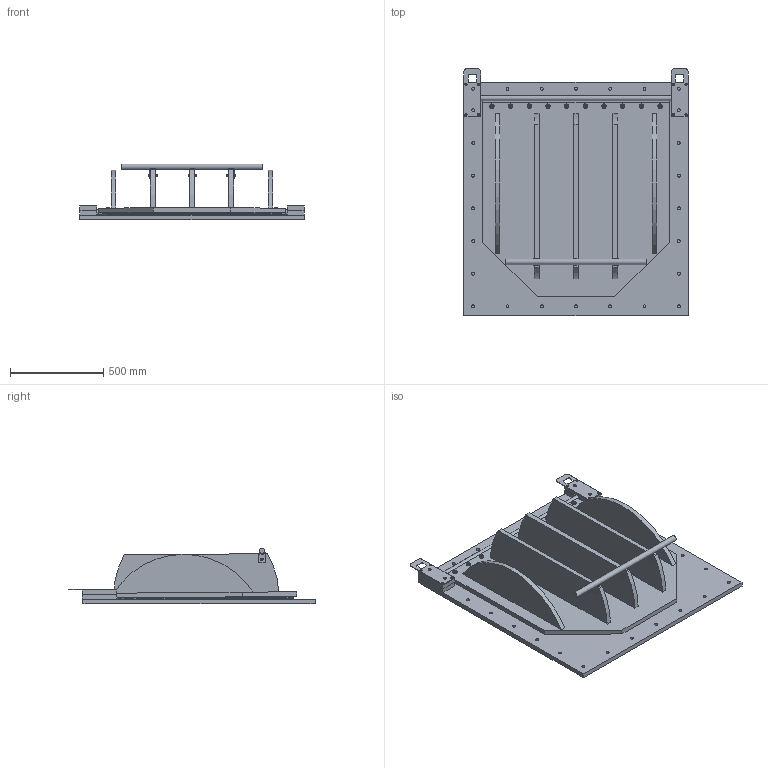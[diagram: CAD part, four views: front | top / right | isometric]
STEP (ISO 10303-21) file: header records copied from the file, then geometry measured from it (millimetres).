
FILE_DESCRIPTION(/* description */ ('Achterplaat '),/* implementation_level */ '2;1');
FILE_NAME(/* name */ '101Y0900.A.stp',/* time_stamp */ '2017-12-05T13:27:08+01:00',/* author */ ('BIDJOSLO'),/* organization */ ('KWT Waterbeheersing'),/* preprocessor_version */ 'ST-DEVELOPER v16.1',/* originating_system */ 'Autodesk Inventor 2016',/* authorisation */ '');
FILE_SCHEMA (('AUTOMOTIVE_DESIGN { 1 0 10303 214 3 1 1 }'));
Length unit declared in the file: millimetre
Products named in the file (27): 101Y0900.01; 101Y600-1200.09; 101Y600-1200.11; 1140.SPLS.06x40VK; 101Y0900.B; 101Y0900.04; 101Y0900.05; 101Y0900.06; 101Y0900.07; 101Y0900.14; 101Y600-1200.15; 101Y0900.E; 101Y0900.02; 101Y0900.03; 101Y0900.D; 1140.933.08x030; 1140.934.08; 1140.9021.08; 1140.127B.08; 1140.SPLS.06x60VK; 1140.933.08x040; 101Y0900.C; 101Y600-1200.10; 101Y600-1200.12; 101Y600-1200.13; 101Y0900.16; 101Y0900.A
Assembly tree (123 placements, depth 4):
  101Y0900.A
    101Y0900.B
      101Y0900.01
      101Y600-1200.09
      101Y600-1200.11
      1140.SPLS.06x40VK  x8
    101Y0900.C
      101Y0900.04
      101Y0900.05
      101Y0900.06  x2
      101Y0900.07  x3
      101Y0900.E
        101Y0900.14
        101Y600-1200.15  x3
      101Y0900.D
        101Y0900.02
        101Y0900.03
      1140.933.08x030  x10
      1140.934.08  x13
      1140.9021.08  x13
      1140.127B.08  x10
      1140.SPLS.06x60VK  x33
      1140.933.08x040  x3
    101Y600-1200.10
    101Y600-1200.12
    101Y600-1200.13  x2
    101Y0900.16
    1140.SPLS.06x60VK  x8
Bounding box: 1200 x 1325 x 299.24 mm (x, y, z)
Volume: 66024928 mm3; surface area: 7188078.8 mm2
Topology: 119 solids, 119 shells, 2272 faces, 5857 edges, 3801 vertices
Faces by surface type: plane 929, cone 744, cylinder 382, torus 196, bspline 21
Full cylindrical faces by diameter (mm): 6.3 x49, 6.647 x13, 7 x49, 7.323 x13, 8 x13, 8.4 x13, 9 x26, 10.5 x8, 11.3 x49, 11.4 x13, 16 x38, 21.7 x1, 24 x13, 26.9 x1, 30 x1, 900 x1, 938 x1, 962 x1
Entity records: 18189 total; most frequent: CARTESIAN_POINT 5923, DIRECTION 2498, ORIENTED_EDGE 1960, AXIS2_PLACEMENT_3D 1037, EDGE_CURVE 980, EDGE_LOOP 903, VERTEX_POINT 745, FACE_OUTER_BOUND 473
